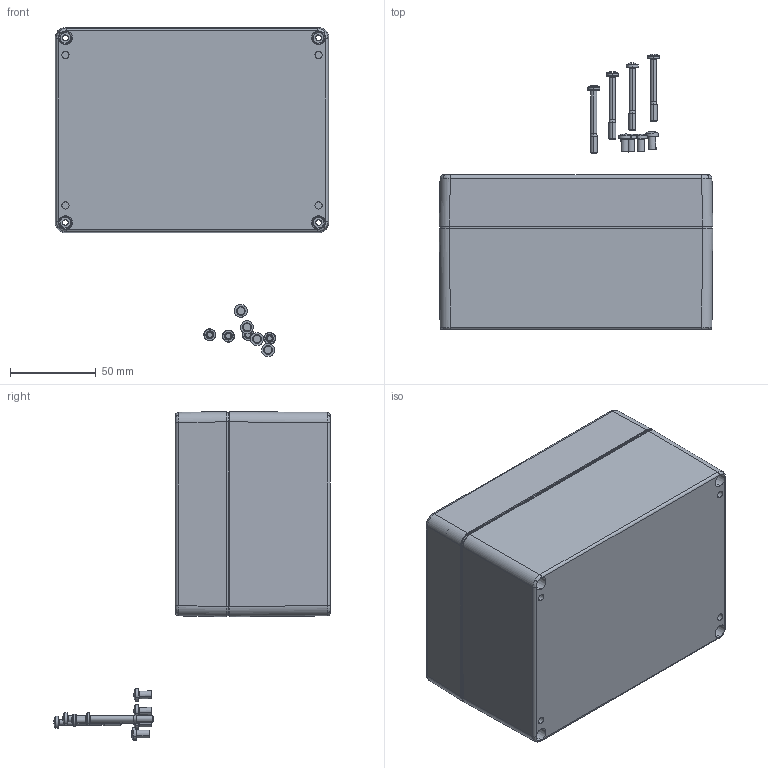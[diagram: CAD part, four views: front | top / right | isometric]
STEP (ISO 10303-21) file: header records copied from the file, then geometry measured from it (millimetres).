
FILE_DESCRIPTION (( 'STEP AP214' ), '1' );
FILE_NAME ('09121609.STEP', '2008-10-02T12:01:35', ( ' ' ), ( '' ), 'SwSTEP 2.0', 'SolidWorks 2008', '' );
FILE_SCHEMA (( 'AUTOMOTIVE_DESIGN' ));
Length unit declared in the file: millimetre
Products named in the file (9): 51006_Standard; 38083_Standard; 5200.012.0_Standard; 93214_WN1442 D4,5x7,8; 09121609; 31090-Einpressbuchse_Standard; 37083_Standard; 82002_im Deckel eingebaut
Assembly tree (17 placements, depth 3):
  09121609
    38083_Standard
    82002_im Deckel eingebaut
    51006_Standard
      5200.012.0_Standard  x4
      93214_WN1442 D4,5x7,8  x4
    37083_Standard
      37083_Standard
      31090-Einpressbuchse_Standard  x4
Bounding box: 160 x 161.44 x 192.31 mm (x, y, z)
Volume: 295464.1 mm3; surface area: 198638.4 mm2
Topology: 15 solids, 15 shells, 1616 faces, 3965 edges, 2403 vertices
Faces by surface type: plane 603, bspline 354, cylinder 295, cone 188, torus 168, sphere 8
Entity records: 47534 total; most frequent: CARTESIAN_POINT 21913, ORIENTED_EDGE 5726, DIRECTION 4724, EDGE_CURVE 2863, AXIS2_PLACEMENT_3D 1810, VERTEX_POINT 1713, EDGE_LOOP 1268, FACE_OUTER_BOUND 1202
